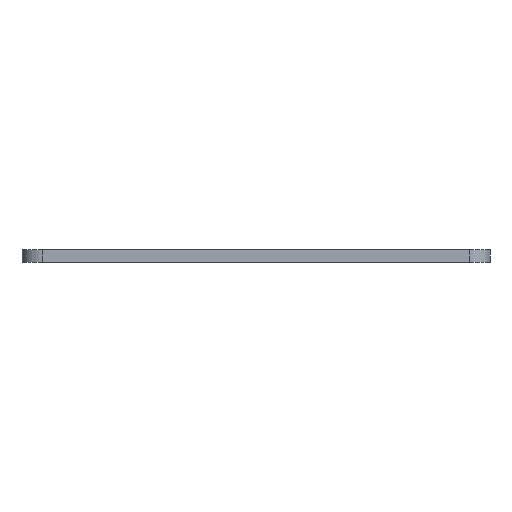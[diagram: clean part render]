
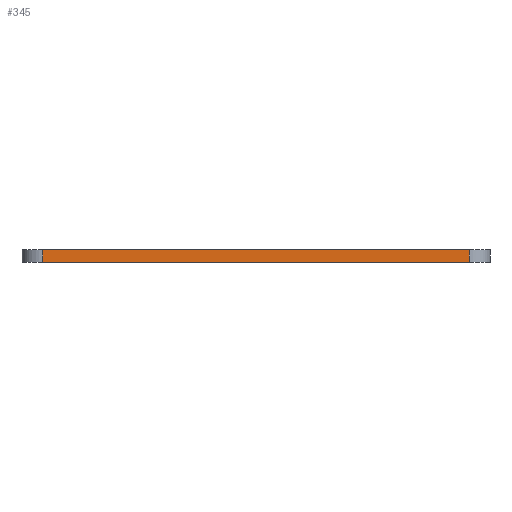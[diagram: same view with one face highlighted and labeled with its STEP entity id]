
A CAD part, left-side view. The second image highlights one B-rep face of the part: STEP entity #345.
In plain terms, the highlighted planar face has unit normal (-1, 0, 0).
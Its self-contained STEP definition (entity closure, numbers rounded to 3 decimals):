
#49 = EDGE_CURVE('',#50,#52,#54,.T.);
#50 = VERTEX_POINT('',#51);
#51 = CARTESIAN_POINT('',(8.69,2.54,0.));
#52 = VERTEX_POINT('',#53);
#53 = CARTESIAN_POINT('',(8.69,2.54,1.591));
#54 = LINE('',#55,#56);
#55 = CARTESIAN_POINT('',(8.69,2.54,0.));
#56 = VECTOR('',#57,1.);
#57 = DIRECTION('',(0.,0.,1.));
#318 = VERTEX_POINT('',#319);
#319 = CARTESIAN_POINT('',(8.69,58.166,1.591));
#326 = EDGE_CURVE('',#327,#318,#329,.T.);
#327 = VERTEX_POINT('',#328);
#328 = CARTESIAN_POINT('',(8.69,58.166,0.));
#329 = LINE('',#330,#331);
#330 = CARTESIAN_POINT('',(8.69,58.166,0.));
#331 = VECTOR('',#332,1.);
#332 = DIRECTION('',(0.,0.,1.));
#345 = ADVANCED_FACE('',(#346),#362,.F.);
#346 = FACE_BOUND('',#347,.F.);
#347 = EDGE_LOOP('',(#348,#349,#355,#356));
#348 = ORIENTED_EDGE('',*,*,#326,.T.);
#349 = ORIENTED_EDGE('',*,*,#350,.T.);
#350 = EDGE_CURVE('',#318,#52,#351,.T.);
#351 = LINE('',#352,#353);
#352 = CARTESIAN_POINT('',(8.69,58.166,1.591));
#353 = VECTOR('',#354,1.);
#354 = DIRECTION('',(0.,-1.,0.));
#355 = ORIENTED_EDGE('',*,*,#49,.F.);
#356 = ORIENTED_EDGE('',*,*,#357,.F.);
#357 = EDGE_CURVE('',#327,#50,#358,.T.);
#358 = LINE('',#359,#360);
#359 = CARTESIAN_POINT('',(8.69,58.166,0.));
#360 = VECTOR('',#361,1.);
#361 = DIRECTION('',(0.,-1.,0.));
#362 = PLANE('',#363);
#363 = AXIS2_PLACEMENT_3D('',#364,#365,#366);
#364 = CARTESIAN_POINT('',(8.69,58.166,0.));
#365 = DIRECTION('',(1.,0.,-0.));
#366 = DIRECTION('',(0.,-1.,0.));
